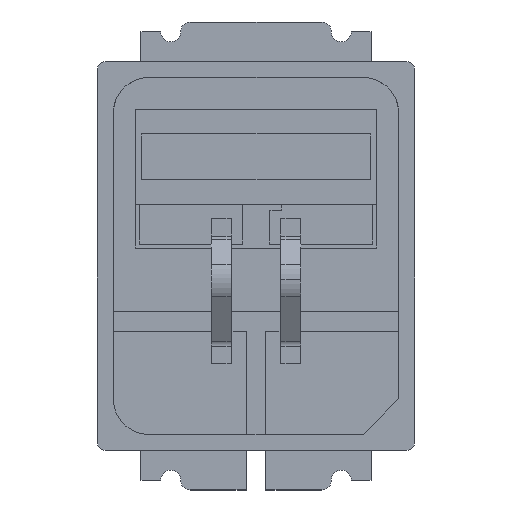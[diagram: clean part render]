
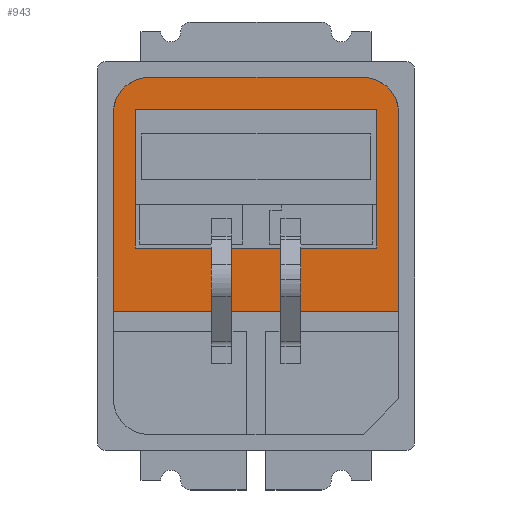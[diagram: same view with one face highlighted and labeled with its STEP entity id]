
A CAD part, top view. The second image highlights one B-rep face of the part: STEP entity #943.
In plain terms, the highlighted planar face has unit normal (0, 0, 1).
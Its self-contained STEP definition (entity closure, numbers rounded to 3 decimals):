
#2 = LINE ( 'NONE', #2633, #127 ) ;
#4 = VECTOR ( 'NONE', #3150, 1000. ) ;
#74 = CARTESIAN_POINT ( 'NONE',  ( 3.6, 1.1, -0.77 ) ) ;
#116 = CARTESIAN_POINT ( 'NONE',  ( 2.7, 1.1, -0.77 ) ) ;
#127 = VECTOR ( 'NONE', #4884, 1000. ) ;
#299 = CARTESIAN_POINT ( 'NONE',  ( 3.6, 1.1, -0.77 ) ) ;
#665 = CARTESIAN_POINT ( 'NONE',  ( -3.6, -3.9, -0.77 ) ) ;
#777 = ORIENTED_EDGE ( 'NONE', *, *, #2748, .T. ) ;
#942 = ORIENTED_EDGE ( 'NONE', *, *, #1781, .F. ) ;
#943 = ADVANCED_FACE ( 'NONE', ( #4691 ), #964, .F. ) ;
#964 = PLANE ( 'NONE',  #2404 ) ;
#978 = LINE ( 'NONE', #4117, #1815 ) ;
#993 = VERTEX_POINT ( 'NONE', #665 ) ;
#1237 = DIRECTION ( 'NONE',  ( 0., 0., 1. ) ) ;
#1275 = CIRCLE ( 'NONE', #4664, 0.9 ) ;
#1291 = CARTESIAN_POINT ( 'NONE',  ( 2.7, 2., -0.77 ) ) ;
#1311 = VERTEX_POINT ( 'NONE', #1291 ) ;
#1380 = ORIENTED_EDGE ( 'NONE', *, *, #2036, .T. ) ;
#1585 = CARTESIAN_POINT ( 'NONE',  ( -2.7, 1.1, -0.77 ) ) ;
#1620 = CARTESIAN_POINT ( 'NONE',  ( 3.6, -3.9, -0.77 ) ) ;
#1674 = DIRECTION ( 'NONE',  ( -1., 0., 0. ) ) ;
#1741 = CARTESIAN_POINT ( 'NONE',  ( -3.6, 1.1, -0.77 ) ) ;
#1772 = VERTEX_POINT ( 'NONE', #4102 ) ;
#1781 = EDGE_CURVE ( 'NONE', #4806, #4096, #2141, .T. ) ;
#1815 = VECTOR ( 'NONE', #1892, 1000. ) ;
#1892 = DIRECTION ( 'NONE',  ( 1., 0., 0. ) ) ;
#2036 = EDGE_CURVE ( 'NONE', #4806, #1311, #2663, .T. ) ;
#2141 = LINE ( 'NONE', #299, #4892 ) ;
#2275 = VERTEX_POINT ( 'NONE', #2795 ) ;
#2284 = EDGE_CURVE ( 'NONE', #993, #2275, #4187, .T. ) ;
#2404 = AXIS2_PLACEMENT_3D ( 'NONE', #3974, #4752, #4055 ) ;
#2517 = ORIENTED_EDGE ( 'NONE', *, *, #2284, .F. ) ;
#2633 = CARTESIAN_POINT ( 'NONE',  ( -1.65, -3.9, -0.77 ) ) ;
#2663 = CIRCLE ( 'NONE', #2721, 0.9 ) ;
#2721 = AXIS2_PLACEMENT_3D ( 'NONE', #116, #2785, #1674 ) ;
#2748 = EDGE_CURVE ( 'NONE', #1772, #2275, #1275, .T. ) ;
#2785 = DIRECTION ( 'NONE',  ( 0., 0., 1. ) ) ;
#2795 = CARTESIAN_POINT ( 'NONE',  ( -3.6, 1.1, -0.77 ) ) ;
#2950 = ORIENTED_EDGE ( 'NONE', *, *, #3763, .F. ) ;
#2987 = EDGE_LOOP ( 'NONE', ( #2950, #942, #1380, #4750, #777, #2517 ) ) ;
#3150 = DIRECTION ( 'NONE',  ( 0., 1., 0. ) ) ;
#3722 = DIRECTION ( 'NONE',  ( 0., -1., 0. ) ) ;
#3763 = EDGE_CURVE ( 'NONE', #4096, #993, #2, .T. ) ;
#3927 = EDGE_CURVE ( 'NONE', #1772, #1311, #978, .T. ) ;
#3974 = CARTESIAN_POINT ( 'NONE',  ( -1.65, 3.15, -0.77 ) ) ;
#4055 = DIRECTION ( 'NONE',  ( -1., 0., 0. ) ) ;
#4096 = VERTEX_POINT ( 'NONE', #1620 ) ;
#4102 = CARTESIAN_POINT ( 'NONE',  ( -2.7, 2., -0.77 ) ) ;
#4117 = CARTESIAN_POINT ( 'NONE',  ( 2.7, 2., -0.77 ) ) ;
#4187 = LINE ( 'NONE', #1741, #4 ) ;
#4212 = DIRECTION ( 'NONE',  ( -1., 0., 0. ) ) ;
#4664 = AXIS2_PLACEMENT_3D ( 'NONE', #1585, #1237, #4212 ) ;
#4691 = FACE_OUTER_BOUND ( 'NONE', #2987, .T. ) ;
#4750 = ORIENTED_EDGE ( 'NONE', *, *, #3927, .F. ) ;
#4752 = DIRECTION ( 'NONE',  ( 0., 0., -1. ) ) ;
#4806 = VERTEX_POINT ( 'NONE', #74 ) ;
#4884 = DIRECTION ( 'NONE',  ( -1., 0., 0. ) ) ;
#4892 = VECTOR ( 'NONE', #3722, 1000. ) ;
